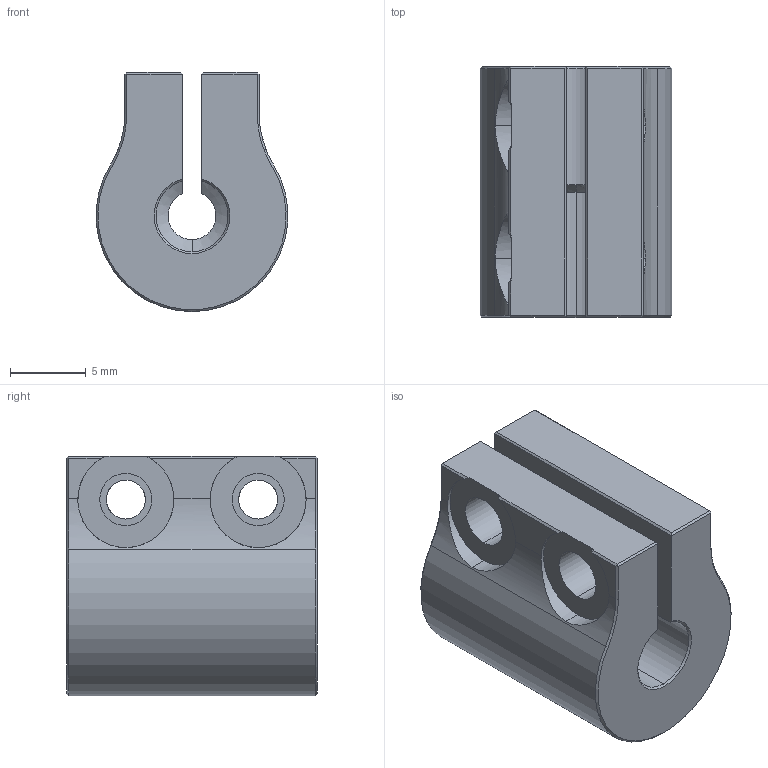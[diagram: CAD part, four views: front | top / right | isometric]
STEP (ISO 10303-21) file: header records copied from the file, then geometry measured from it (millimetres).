
FILE_DESCRIPTION (( 'STEP AP203' ), '1' );
FILE_NAME ('CSC-125-187.STEP', '2014-07-24T13:19:49', ( 'Kyle' ), ( 'Microsoft' ), 'SwSTEP 2.0', 'SolidWorks 2014', '' );
FILE_SCHEMA (( 'CONFIG_CONTROL_DESIGN' ));
Length unit declared in the file: inch
Products named in the file (1): CSC-125-187
Bounding box: 12.67 x 16.57 x 15.82 mm (x, y, z)
Volume: 2154.3 mm3; surface area: 1583.8 mm2
Topology: 1 solids, 1 shells, 61 faces, 156 edges, 95 vertices
Faces by surface type: plane 30, cylinder 19, cone 12
Entity records: 2020 total; most frequent: CARTESIAN_POINT 455, ORIENTED_EDGE 312, DIRECTION 311, EDGE_CURVE 156, AXIS2_PLACEMENT_3D 111, VERTEX_POINT 95, LINE 89, VECTOR 89
